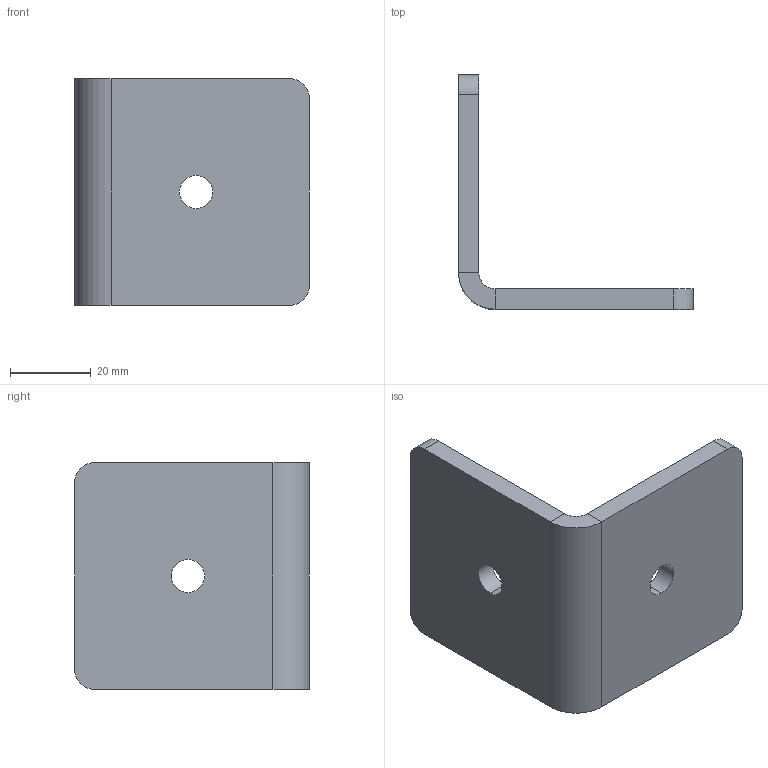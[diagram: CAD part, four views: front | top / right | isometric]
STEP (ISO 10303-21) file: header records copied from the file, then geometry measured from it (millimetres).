
FILE_DESCRIPTION (( 'STEP AP214' ), '1' );
FILE_NAME ('Ñáîðêà3.STEP', '2024-04-11T11:50:33', ( '' ), ( '' ), 'SwSTEP 2.0', 'SolidWorks 2022', '' );
FILE_SCHEMA (( 'AUTOMOTIVE_DESIGN' ));
Length unit declared in the file: millimetre
Products named in the file (2): Сборка3; C24 Уголок 60х60L, паз 10, SNSS.60.064_00
Assembly tree (1 placements, depth 2):
  Сборка3
    C24 Уголок 60х60L, паз 10, SNSS.60.064_00
Bounding box: 58 x 58 x 56 mm (x, y, z)
Volume: 29663.4 mm3; surface area: 13722.2 mm2
Topology: 1 solids, 1 shells, 22 faces, 52 edges, 32 vertices
Faces by surface type: plane 12, cylinder 10
Entity records: 706 total; most frequent: DIRECTION 124, CARTESIAN_POINT 110, ORIENTED_EDGE 104, EDGE_CURVE 52, AXIS2_PLACEMENT_3D 46, VECTOR 32, LINE 32, VERTEX_POINT 32
